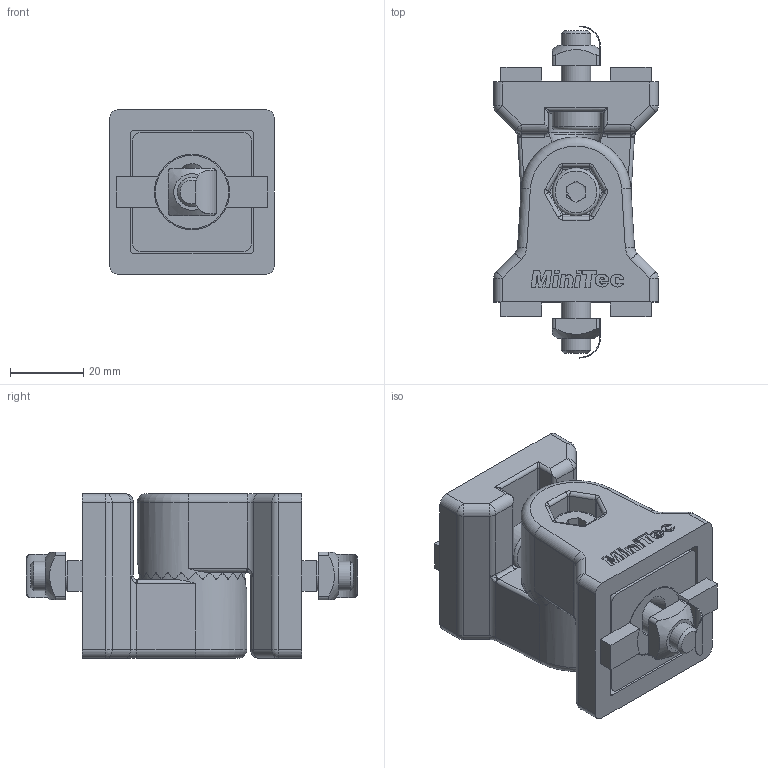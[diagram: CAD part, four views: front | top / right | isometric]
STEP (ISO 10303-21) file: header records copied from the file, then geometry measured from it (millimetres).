
FILE_DESCRIPTION(/* description */ ('Gelenk 45 R'),/* implementation_level */ '2;1');
FILE_NAME(/* name */ 'ZEI_CAD_212041-7-REV00_#SALL_#AIN_#V1.step',/* time_stamp */ '2022-10-10T06:59:18+02:00',/* author */ ('MiniTec'),/* organization */ ('MiniTec GmbH & Co.KG'),/* preprocessor_version */ 'ST-DEVELOPER v18.1',/* originating_system */ 'Autodesk Inventor 2021',/* authorisation */ '');
FILE_SCHEMA (('CONFIG_CONTROL_DESIGN'));
Length unit declared in the file: millimetre
Products named in the file (7): leer; 21-2042-0FZ.003; 21-1351-2FZ.005; leer_1; 21-2016-0FZ.002; leer_2; leer_3
Assembly tree (10 placements, depth 2):
  leer
    21-2042-0FZ.003  x2
    21-1351-2FZ.005  x2
    leer_1
    21-2016-0FZ.002  x2
    leer_2  x2
    leer_3
Bounding box: 45 x 90.61 x 45 mm (x, y, z)
Volume: 85448.6 mm3; surface area: 32000.2 mm2
Topology: 10 solids, 10 shells, 711 faces, 1841 edges, 1159 vertices
Faces by surface type: plane 359, cylinder 235, torus 40, bspline 32, sphere 28, cone 17
Full cylindrical faces by diameter (mm): 6.647 x1, 8 x7, 11.6 x1, 13 x3, 20.5 x2, 21 x2
Entity records: 12320 total; most frequent: CARTESIAN_POINT 2934, DIRECTION 1969, ORIENTED_EDGE 1904, EDGE_CURVE 952, AXIS2_PLACEMENT_3D 742, VERTEX_POINT 606, LINE 485, VECTOR 485
